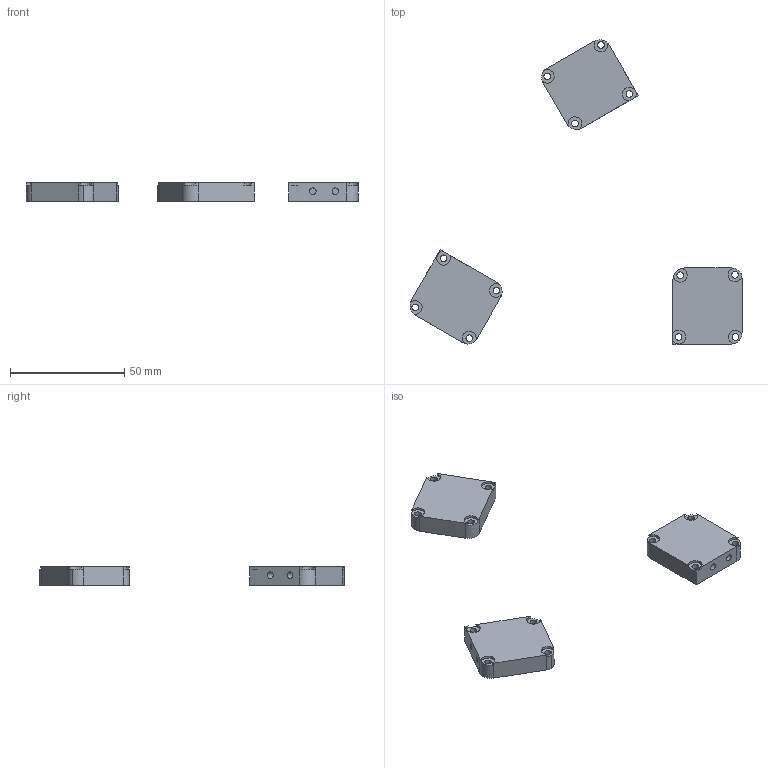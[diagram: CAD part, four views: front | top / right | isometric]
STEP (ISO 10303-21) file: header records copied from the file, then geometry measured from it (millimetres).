
FILE_DESCRIPTION( ('This file contains a STEP AP42 implementation' ,'as created by ZW3D STEP Interface translator.' ,'') ,'2;1' );
FILE_NAME( '嗆儂揤啣.stp' ,'25 113.192152', (''), ('ZWCAD Software Co.'), 'Version 1.0', 'ZW3D to STEP translator', '' );
FILE_SCHEMA(('AUTOMOTIVE_DESIGN { 1 0 10303 214 1 1 1 1 }'));
Length unit declared in the file: millimetre
Products named in the file (1): 0
Bounding box: 145.21 x 133.07 x 8 mm (x, y, z)
Volume: 20231.2 mm3; surface area: 11007.9 mm2
Topology: 3 solids, 3 shells, 93 faces, 298 edges, 304 vertices
Faces by surface type: plane 51, cylinder 42
Full cylindrical faces by diameter (mm): 2.9 x18
Entity records: 3467 total; most frequent: DIRECTION 607, CARTESIAN_POINT 581, ORIENTED_EDGE 468, EDGE_CURVE 234, AXIS2_PLACEMENT_3D 215, VECTOR 177, LINE 177, VERTEX_POINT 156
